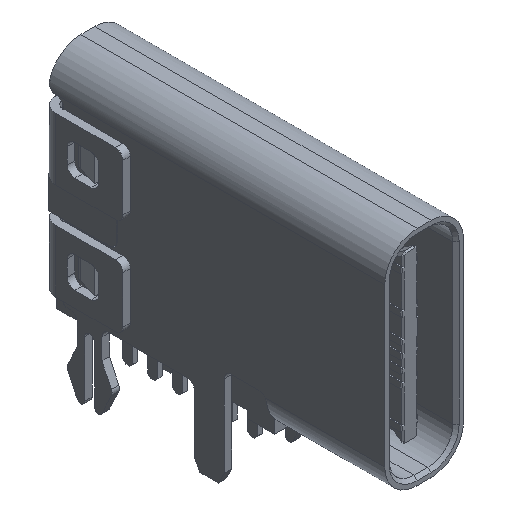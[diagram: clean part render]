
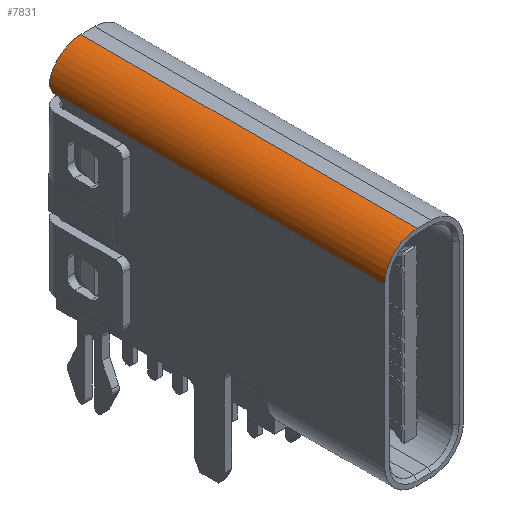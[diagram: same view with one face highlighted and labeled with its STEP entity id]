
A CAD part, isometric view. The second image highlights one B-rep face of the part: STEP entity #7831.
In plain terms, the highlighted cylindrical face has radius 1.3 mm (diameter 2.6 mm), a partial arc.
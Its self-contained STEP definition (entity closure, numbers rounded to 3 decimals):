
#21=B_SPLINE_CURVE_WITH_KNOTS('',3,(#11437,#11438,#11439,#11440,#11441,
#11442,#11443,#11444,#11445,#11446),.UNSPECIFIED.,.F.,.F.,(4,2,2,2,4),(0.139,
0.15,0.162,0.173,0.184),
 .UNSPECIFIED.);
#52=CYLINDRICAL_SURFACE('',#8338,1.3);
#498=FACE_OUTER_BOUND('',#940,.T.);
#940=EDGE_LOOP('',(#5637,#5638,#5639,#5640,#5641));
#1407=CIRCLE('',#8314,1.3);
#1428=CIRCLE('',#8339,1.3);
#1626=LINE('',#11334,#2613);
#1660=LINE('',#11434,#2647);
#2613=VECTOR('',#9055,1000.);
#2647=VECTOR('',#9123,1000.);
#3608=VERTEX_POINT('',#11299);
#3609=VERTEX_POINT('',#11300);
#3620=VERTEX_POINT('',#11333);
#3669=VERTEX_POINT('',#11433);
#3670=VERTEX_POINT('',#11435);
#4370=EDGE_CURVE('',#3608,#3609,#1407,.T.);
#4384=EDGE_CURVE('',#3620,#3608,#1626,.T.);
#4434=EDGE_CURVE('',#3669,#3609,#1660,.T.);
#4435=EDGE_CURVE('',#3669,#3670,#1428,.T.);
#4436=EDGE_CURVE('',#3670,#3620,#21,.T.);
#5637=ORIENTED_EDGE('',*,*,#4370,.T.);
#5638=ORIENTED_EDGE('',*,*,#4434,.F.);
#5639=ORIENTED_EDGE('',*,*,#4435,.T.);
#5640=ORIENTED_EDGE('',*,*,#4436,.T.);
#5641=ORIENTED_EDGE('',*,*,#4384,.T.);
#7831=ADVANCED_FACE('',(#498),#52,.T.);
#8314=AXIS2_PLACEMENT_3D('',#11301,#9031,#9032);
#8338=AXIS2_PLACEMENT_3D('',#11432,#9121,#9122);
#8339=AXIS2_PLACEMENT_3D('',#11436,#9124,#9125);
#9031=DIRECTION('center_axis',(0.,1.,0.));
#9032=DIRECTION('ref_axis',(1.,0.,0.));
#9055=DIRECTION('',(0.,-1.,0.));
#9121=DIRECTION('center_axis',(0.,-1.,0.));
#9122=DIRECTION('ref_axis',(1.,0.,0.));
#9123=DIRECTION('',(0.,-1.,0.));
#9124=DIRECTION('center_axis',(0.,-1.,0.));
#9125=DIRECTION('ref_axis',(-1.,0.,0.));
#11299=CARTESIAN_POINT('',(-1.58,-4.238,7.64));
#11300=CARTESIAN_POINT('',(-0.28,-4.238,8.94));
#11301=CARTESIAN_POINT('Origin',(-0.28,-4.238,7.64));
#11333=CARTESIAN_POINT('',(-1.58,8.962,7.64));
#11334=CARTESIAN_POINT('',(-1.58,9.262,7.64));
#11432=CARTESIAN_POINT('Origin',(-0.28,9.262,7.64));
#11433=CARTESIAN_POINT('',(-0.28,9.262,8.94));
#11434=CARTESIAN_POINT('',(-0.28,9.262,8.94));
#11435=CARTESIAN_POINT('',(-1.545,9.262,7.94));
#11436=CARTESIAN_POINT('Origin',(-0.28,9.262,7.64));
#11437=CARTESIAN_POINT('Ctrl Pts',(-1.545,9.262,7.94));
#11438=CARTESIAN_POINT('Ctrl Pts',(-1.554,9.262,7.903));
#11439=CARTESIAN_POINT('Ctrl Pts',(-1.561,9.255,7.863));
#11440=CARTESIAN_POINT('Ctrl Pts',(-1.572,9.225,7.789));
#11441=CARTESIAN_POINT('Ctrl Pts',(-1.575,9.201,7.755));
#11442=CARTESIAN_POINT('Ctrl Pts',(-1.579,9.148,7.701));
#11443=CARTESIAN_POINT('Ctrl Pts',(-1.58,9.114,7.678));
#11444=CARTESIAN_POINT('Ctrl Pts',(-1.58,9.04,7.648));
#11445=CARTESIAN_POINT('Ctrl Pts',(-1.58,9.,7.64));
#11446=CARTESIAN_POINT('Ctrl Pts',(-1.58,8.962,7.64));
